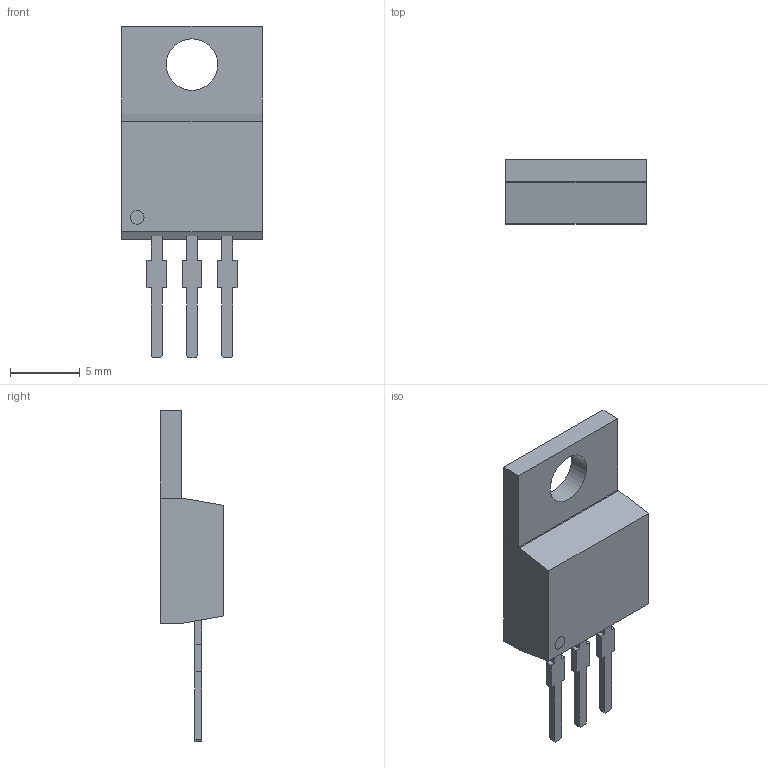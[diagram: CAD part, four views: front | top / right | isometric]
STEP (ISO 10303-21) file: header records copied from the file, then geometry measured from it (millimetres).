
FILE_DESCRIPTION (( 'STEP AP214' ), '1' );
FILE_NAME ('TO-220AB-3_L10.2-W4.6-P2.54-L.step', '2022-08-01T12:47:12', ( '' ), ( '' ), 'SwSTEP 2.0', 'SolidWorks 2020', '' );
FILE_SCHEMA (( 'AUTOMOTIVE_DESIGN' ));
Length unit declared in the file: millimetre
Products named in the file (1): TO-220AB-3_L10.2-W4.6-P2.54-L
Bounding box: 10.1 x 4.6 x 23.8 mm (x, y, z)
Volume: 493.7 mm3; surface area: 562.8 mm2
Topology: 1 solids, 1 shells, 296 faces, 811 edges, 540 vertices
Faces by surface type: plane 194, bspline 98, cylinder 4
Entity records: 13016 total; most frequent: CARTESIAN_POINT 2954, ORIENTED_EDGE 1622, DIRECTION 1017, EDGE_CURVE 811, VECTOR 603, LINE 603, VERTEX_POINT 540, EDGE_LOOP 321
